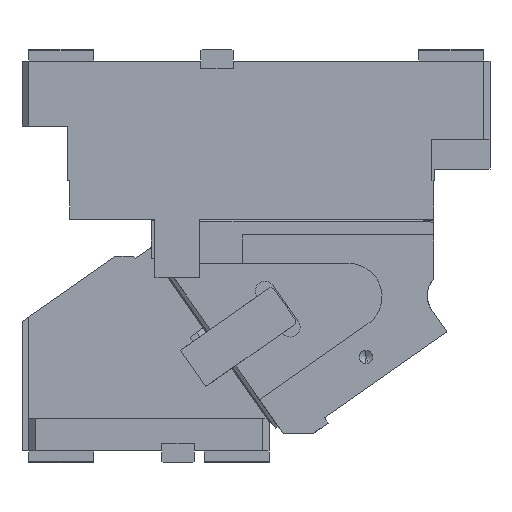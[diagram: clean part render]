
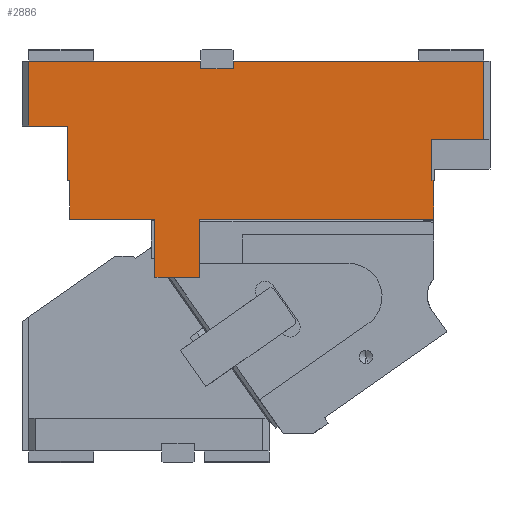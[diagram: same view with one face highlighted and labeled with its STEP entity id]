
A CAD part, front view. The second image highlights one B-rep face of the part: STEP entity #2886.
In plain terms, the highlighted planar face has unit normal (0, -1, 0).
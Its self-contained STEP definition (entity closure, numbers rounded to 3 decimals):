
#244=CARTESIAN_POINT('Vertex',(355.,-125.,-60.1)) ;
#247=CARTESIAN_POINT('Line Origine',(335.135,-125.,-60.1)) ;
#251=CARTESIAN_POINT('Vertex',(315.27,-125.,-60.1)) ;
#288=CARTESIAN_POINT('Line Origine',(315.27,-125.,-75.945)) ;
#292=CARTESIAN_POINT('Vertex',(315.27,-125.,-91.79)) ;
#319=CARTESIAN_POINT('Line Origine',(316.035,-125.,-91.79)) ;
#323=CARTESIAN_POINT('Vertex',(316.8,-125.,-91.79)) ;
#355=CARTESIAN_POINT('Vertex',(316.8,-125.,-121.79)) ;
#372=CARTESIAN_POINT('Line Origine',(316.8,-125.,-106.79)) ;
#891=CARTESIAN_POINT('Vertex',(162.5,-125.,0.)) ;
#894=CARTESIAN_POINT('Line Origine',(258.75,-125.,0.)) ;
#898=CARTESIAN_POINT('Vertex',(355.,-125.,0.)) ;
#1120=CARTESIAN_POINT('Line Origine',(355.,-125.,-30.05)) ;
#1994=CARTESIAN_POINT('Line Origine',(102.3,-125.,-144.04)) ;
#1998=CARTESIAN_POINT('Vertex',(102.3,-125.,-166.29)) ;
#2000=CARTESIAN_POINT('Vertex',(102.3,-125.,-121.79)) ;
#2054=CARTESIAN_POINT('Vertex',(5.,-125.,-50.)) ;
#2059=CARTESIAN_POINT('Line Origine',(5.,-125.,-25.)) ;
#2063=CARTESIAN_POINT('Vertex',(5.,-125.,0.)) ;
#2094=CARTESIAN_POINT('Vertex',(35.,-125.,-50.)) ;
#2099=CARTESIAN_POINT('Line Origine',(20.,-125.,-50.)) ;
#2354=CARTESIAN_POINT('Line Origine',(69.55,-125.,-121.79)) ;
#2358=CARTESIAN_POINT('Vertex',(36.8,-125.,-121.79)) ;
#2385=CARTESIAN_POINT('Line Origine',(226.55,-125.,-121.79)) ;
#2389=CARTESIAN_POINT('Vertex',(136.3,-125.,-121.79)) ;
#2448=CARTESIAN_POINT('Vertex',(136.3,-125.,-166.29)) ;
#2470=CARTESIAN_POINT('Line Origine',(136.3,-125.,-144.04)) ;
#2540=CARTESIAN_POINT('Line Origine',(119.3,-125.,-166.29)) ;
#2742=CARTESIAN_POINT('Vertex',(137.5,-125.,0.)) ;
#2745=CARTESIAN_POINT('Line Origine',(137.5,-125.,-3.)) ;
#2749=CARTESIAN_POINT('Vertex',(137.5,-125.,-6.)) ;
#2803=CARTESIAN_POINT('Vertex',(162.5,-125.,-6.)) ;
#2806=CARTESIAN_POINT('Line Origine',(162.5,-125.,-3.)) ;
#2823=CARTESIAN_POINT('Line Origine',(150.,-125.,-6.)) ;
#2835=CARTESIAN_POINT('Axis2P3D Location',(0.,-125.,0.)) ;
#2840=CARTESIAN_POINT('Line Origine',(71.25,-125.,0.)) ;
#2845=CARTESIAN_POINT('Line Origine',(35.,-125.,-70.895)) ;
#2849=CARTESIAN_POINT('Vertex',(35.,-125.,-91.79)) ;
#2852=CARTESIAN_POINT('Line Origine',(35.9,-125.,-91.79)) ;
#2856=CARTESIAN_POINT('Vertex',(36.8,-125.,-91.79)) ;
#2859=CARTESIAN_POINT('Line Origine',(36.8,-125.,-106.79)) ;
#248=DIRECTION('Vector Direction',(1.,0.,0.)) ;
#289=DIRECTION('Vector Direction',(0.,0.,1.)) ;
#320=DIRECTION('Vector Direction',(1.,0.,0.)) ;
#373=DIRECTION('Vector Direction',(0.,0.,-1.)) ;
#895=DIRECTION('Vector Direction',(1.,0.,0.)) ;
#1121=DIRECTION('Vector Direction',(0.,0.,1.)) ;
#1995=DIRECTION('Vector Direction',(0.,0.,1.)) ;
#2060=DIRECTION('Vector Direction',(0.,0.,-1.)) ;
#2100=DIRECTION('Vector Direction',(1.,0.,0.)) ;
#2355=DIRECTION('Vector Direction',(-1.,0.,0.)) ;
#2386=DIRECTION('Vector Direction',(-1.,0.,0.)) ;
#2471=DIRECTION('Vector Direction',(0.,0.,1.)) ;
#2541=DIRECTION('Vector Direction',(1.,0.,0.)) ;
#2746=DIRECTION('Vector Direction',(0.,0.,1.)) ;
#2807=DIRECTION('Vector Direction',(0.,0.,-1.)) ;
#2824=DIRECTION('Vector Direction',(1.,0.,0.)) ;
#2836=DIRECTION('Axis2P3D Direction',(0.,1.,0.)) ;
#2837=DIRECTION('Axis2P3D XDirection',(0.,0.,1.)) ;
#2841=DIRECTION('Vector Direction',(1.,0.,0.)) ;
#2846=DIRECTION('Vector Direction',(0.,0.,-1.)) ;
#2853=DIRECTION('Vector Direction',(-1.,0.,0.)) ;
#2860=DIRECTION('Vector Direction',(0.,0.,1.)) ;
#2838=AXIS2_PLACEMENT_3D('Plane Axis2P3D',#2835,#2836,#2837) ;
#2865=ORIENTED_EDGE('',*,*,#2827,.F.) ;
#2866=ORIENTED_EDGE('',*,*,#2751,.T.) ;
#2867=ORIENTED_EDGE('',*,*,#2844,.F.) ;
#2868=ORIENTED_EDGE('',*,*,#2065,.T.) ;
#2869=ORIENTED_EDGE('',*,*,#2103,.T.) ;
#2870=ORIENTED_EDGE('',*,*,#2851,.T.) ;
#2871=ORIENTED_EDGE('',*,*,#2858,.F.) ;
#2872=ORIENTED_EDGE('',*,*,#2863,.T.) ;
#2873=ORIENTED_EDGE('',*,*,#2360,.T.) ;
#2874=ORIENTED_EDGE('',*,*,#2002,.F.) ;
#2875=ORIENTED_EDGE('',*,*,#2544,.T.) ;
#2876=ORIENTED_EDGE('',*,*,#2474,.T.) ;
#2877=ORIENTED_EDGE('',*,*,#2391,.T.) ;
#2878=ORIENTED_EDGE('',*,*,#376,.T.) ;
#2879=ORIENTED_EDGE('',*,*,#325,.T.) ;
#2880=ORIENTED_EDGE('',*,*,#294,.T.) ;
#2881=ORIENTED_EDGE('',*,*,#253,.T.) ;
#2882=ORIENTED_EDGE('',*,*,#1124,.T.) ;
#2883=ORIENTED_EDGE('',*,*,#900,.F.) ;
#2884=ORIENTED_EDGE('',*,*,#2810,.T.) ;
#249=VECTOR('Line Direction',#248,1.) ;
#290=VECTOR('Line Direction',#289,1.) ;
#321=VECTOR('Line Direction',#320,1.) ;
#374=VECTOR('Line Direction',#373,1.) ;
#896=VECTOR('Line Direction',#895,1.) ;
#1122=VECTOR('Line Direction',#1121,1.) ;
#1996=VECTOR('Line Direction',#1995,1.) ;
#2061=VECTOR('Line Direction',#2060,1.) ;
#2101=VECTOR('Line Direction',#2100,1.) ;
#2356=VECTOR('Line Direction',#2355,1.) ;
#2387=VECTOR('Line Direction',#2386,1.) ;
#2472=VECTOR('Line Direction',#2471,1.) ;
#2542=VECTOR('Line Direction',#2541,1.) ;
#2747=VECTOR('Line Direction',#2746,1.) ;
#2808=VECTOR('Line Direction',#2807,1.) ;
#2825=VECTOR('Line Direction',#2824,1.) ;
#2842=VECTOR('Line Direction',#2841,1.) ;
#2847=VECTOR('Line Direction',#2846,1.) ;
#2854=VECTOR('Line Direction',#2853,1.) ;
#2861=VECTOR('Line Direction',#2860,1.) ;
#2886=ADVANCED_FACE('CAM HOLDER',(#2885),#2839,.F.) ;
#253=EDGE_CURVE('',#252,#245,#250,.T.) ;
#294=EDGE_CURVE('',#293,#252,#291,.T.) ;
#325=EDGE_CURVE('',#324,#293,#322,.F.) ;
#376=EDGE_CURVE('',#356,#324,#375,.F.) ;
#900=EDGE_CURVE('',#892,#899,#897,.T.) ;
#1124=EDGE_CURVE('',#245,#899,#1123,.T.) ;
#2002=EDGE_CURVE('',#1999,#2001,#1997,.T.) ;
#2065=EDGE_CURVE('',#2064,#2055,#2062,.T.) ;
#2103=EDGE_CURVE('',#2055,#2095,#2102,.T.) ;
#2360=EDGE_CURVE('',#2359,#2001,#2357,.F.) ;
#2391=EDGE_CURVE('',#2390,#356,#2388,.F.) ;
#2474=EDGE_CURVE('',#2449,#2390,#2473,.T.) ;
#2544=EDGE_CURVE('',#1999,#2449,#2543,.T.) ;
#2751=EDGE_CURVE('',#2750,#2743,#2748,.T.) ;
#2810=EDGE_CURVE('',#892,#2804,#2809,.T.) ;
#2827=EDGE_CURVE('',#2750,#2804,#2826,.T.) ;
#2844=EDGE_CURVE('',#2064,#2743,#2843,.T.) ;
#2851=EDGE_CURVE('',#2095,#2850,#2848,.T.) ;
#2858=EDGE_CURVE('',#2857,#2850,#2855,.T.) ;
#2863=EDGE_CURVE('',#2857,#2359,#2862,.F.) ;
#2864=EDGE_LOOP('',(#2865,#2866,#2867,#2868,#2869,#2870,#2871,#2872,#2873,#2874,#2875,#2876,#2877,#2878,#2879,#2880,#2881,#2882,#2883,#2884)) ;
#2885=FACE_OUTER_BOUND('',#2864,.T.) ;
#250=LINE('Line',#247,#249) ;
#291=LINE('Line',#288,#290) ;
#322=LINE('Line',#319,#321) ;
#375=LINE('Line',#372,#374) ;
#897=LINE('Line',#894,#896) ;
#1123=LINE('Line',#1120,#1122) ;
#1997=LINE('Line',#1994,#1996) ;
#2062=LINE('Line',#2059,#2061) ;
#2102=LINE('Line',#2099,#2101) ;
#2357=LINE('Line',#2354,#2356) ;
#2388=LINE('Line',#2385,#2387) ;
#2473=LINE('Line',#2470,#2472) ;
#2543=LINE('Line',#2540,#2542) ;
#2748=LINE('Line',#2745,#2747) ;
#2809=LINE('Line',#2806,#2808) ;
#2826=LINE('Line',#2823,#2825) ;
#2843=LINE('Line',#2840,#2842) ;
#2848=LINE('Line',#2845,#2847) ;
#2855=LINE('Line',#2852,#2854) ;
#2862=LINE('Line',#2859,#2861) ;
#2839=PLANE('Plane',#2838) ;
#245=VERTEX_POINT('',#244) ;
#252=VERTEX_POINT('',#251) ;
#293=VERTEX_POINT('',#292) ;
#324=VERTEX_POINT('',#323) ;
#356=VERTEX_POINT('',#355) ;
#892=VERTEX_POINT('',#891) ;
#899=VERTEX_POINT('',#898) ;
#1999=VERTEX_POINT('',#1998) ;
#2001=VERTEX_POINT('',#2000) ;
#2055=VERTEX_POINT('',#2054) ;
#2064=VERTEX_POINT('',#2063) ;
#2095=VERTEX_POINT('',#2094) ;
#2359=VERTEX_POINT('',#2358) ;
#2390=VERTEX_POINT('',#2389) ;
#2449=VERTEX_POINT('',#2448) ;
#2743=VERTEX_POINT('',#2742) ;
#2750=VERTEX_POINT('',#2749) ;
#2804=VERTEX_POINT('',#2803) ;
#2850=VERTEX_POINT('',#2849) ;
#2857=VERTEX_POINT('',#2856) ;
